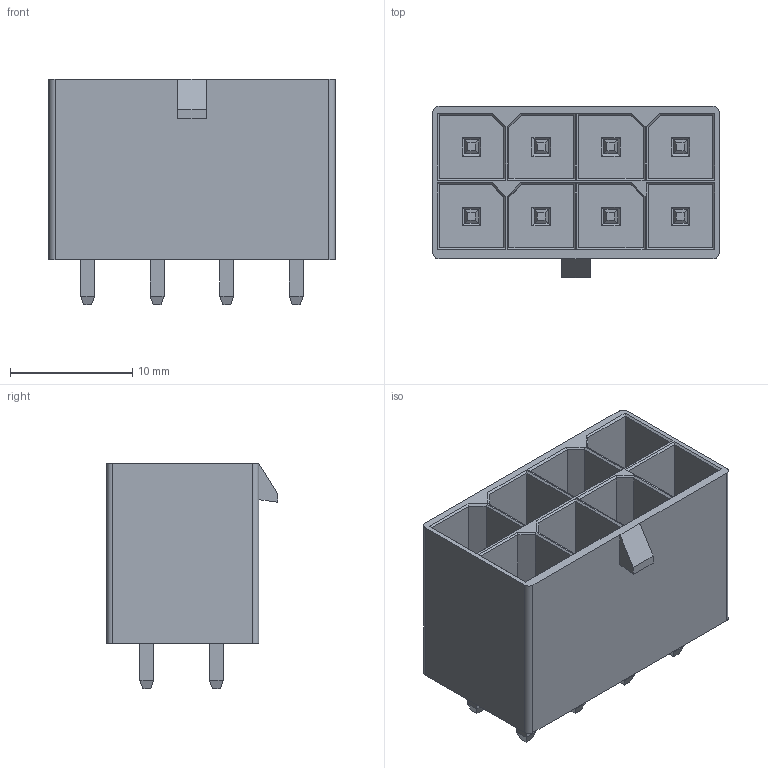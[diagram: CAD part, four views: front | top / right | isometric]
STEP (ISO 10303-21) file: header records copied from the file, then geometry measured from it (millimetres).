
FILE_DESCRIPTION(/* description */ ('Unknown'),/* implementation_level */ '2;1');
FILE_NAME(/* name */ 'J_Wurth_WR-MPC5_657008230201',/* time_stamp */ '2025-07-09T13:49:50+08:00',/* author */ ('Unknown'),/* organization */ ('Unknown'),/* preprocessor_version */ 'ST-DEVELOPER v19.4',/* originating_system */ 'Solid Edge',/* authorisation */ 'Unknown');
FILE_SCHEMA (('AUTOMOTIVE_DESIGN {1 0 10303 214 3 1 1}'));
Length unit declared in the file: millimetre
Products named in the file (2): J_Wurth_WR-MPC5_657008230201
Assembly tree (1 placements, depth 2):
  J_Wurth_WR-MPC5_657008230201
    J_Wurth_WR-MPC5_657008230201
Bounding box: 23.45 x 14.03 x 18.5 mm (x, y, z)
Volume: 1863.4 mm3; surface area: 4238.8 mm2
Topology: 1 solids, 1 shells, 492 faces, 1220 edges, 757 vertices
Faces by surface type: plane 456, cylinder 36
Entity records: 17635 total; most frequent: CARTESIAN_POINT 2471, ORIENTED_EDGE 2440, DIRECTION 2280, EDGE_CURVE 1220, LINE 1148, VECTOR 1148, VERTEX_POINT 757, AXIS2_PLACEMENT_3D 566
